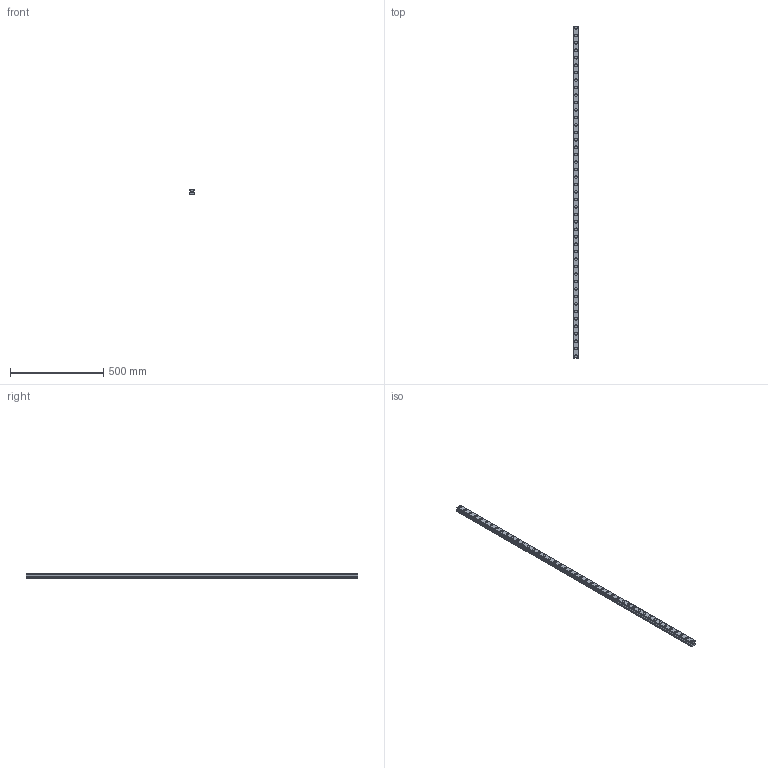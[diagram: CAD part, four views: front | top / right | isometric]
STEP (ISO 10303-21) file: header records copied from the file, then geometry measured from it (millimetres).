
FILE_DESCRIPTION(('STEP AP214'),'1');
FILE_NAME('cctmp_71EA65E1-AC20-42C1-BABF-568094F4AF65_2021_03_11_11_37_54_0298..stp','2021-03-11T10:37:54',('HIWIN GmbH'),('CADClick - www.CADClick.com'),'Spatial InterOp 3D',' ','unknown authorization');
FILE_SCHEMA(('AUTOMOTIVE_DESIGN'));
Length unit declared in the file: millimetre
Products named in the file (1): RGR30R1780H_FILE
Bounding box: 28 x 1780 x 28 mm (x, y, z)
Volume: 1020137.6 mm3; surface area: 265080.7 mm2
Topology: 1 solids, 1 shells, 520 faces, 1137 edges, 758 vertices
Faces by surface type: cylinder 288, plane 232
Entity records: 18681 total; most frequent: DIRECTION 2755, CARTESIAN_POINT 2416, ORIENTED_EDGE 2274, EDGE_CURVE 1137, AXIS2_PLACEMENT_3D 1097, VERTEX_POINT 758, EDGE_LOOP 659, CIRCLE 576
